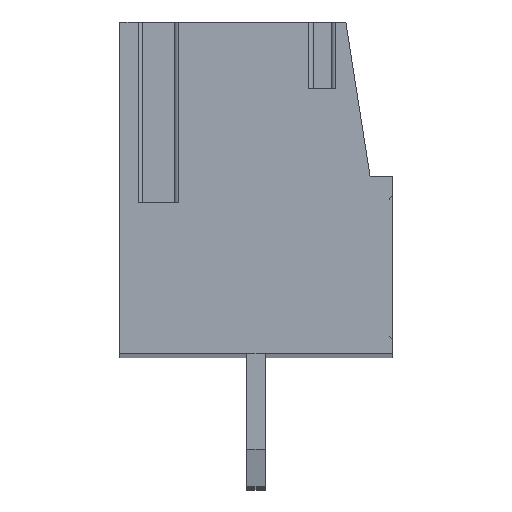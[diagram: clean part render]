
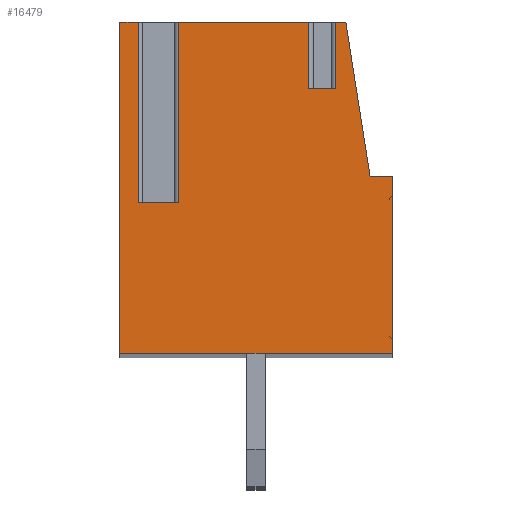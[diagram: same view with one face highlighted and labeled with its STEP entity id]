
A CAD part, top view. The second image highlights one B-rep face of the part: STEP entity #16479.
In plain terms, the highlighted planar face has unit normal (0, 0, 1).
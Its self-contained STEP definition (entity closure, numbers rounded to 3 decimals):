
#4727=DIRECTION('',(0.,1.,0.));
#4728=VECTOR('',#4727,1.8);
#4729=CARTESIAN_POINT('',(1.436,2.4,1.905));
#4730=LINE('',#4729,#4728);
#4731=DIRECTION('',(0.,1.,0.));
#4732=VECTOR('',#4731,1.8);
#4733=CARTESIAN_POINT('',(2.164,2.4,1.905));
#4734=LINE('',#4733,#4732);
#4735=DIRECTION('',(-1.,0.,0.));
#4736=VECTOR('',#4735,0.276);
#4737=CARTESIAN_POINT('',(2.44,4.2,1.905));
#4738=LINE('',#4737,#4736);
#4739=DIRECTION('',(-0.155,0.988,0.));
#4740=VECTOR('',#4739,4.252);
#4741=CARTESIAN_POINT('',(3.1,0.,1.905));
#4742=LINE('',#4741,#4740);
#4743=DIRECTION('',(-1.,0.,0.));
#4744=VECTOR('',#4743,0.6);
#4745=CARTESIAN_POINT('',(3.7,0.,1.905));
#4746=LINE('',#4745,#4744);
#4747=DIRECTION('',(0.,1.,0.));
#4748=VECTOR('',#4747,4.8);
#4749=CARTESIAN_POINT('',(3.7,-4.8,1.905));
#4750=LINE('',#4749,#4748);
#4751=DIRECTION('',(1.,0.,0.));
#4752=VECTOR('',#4751,7.4);
#4753=CARTESIAN_POINT('',(-3.7,-4.8,1.905));
#4754=LINE('',#4753,#4752);
#4755=DIRECTION('',(0.,-1.,0.));
#4756=VECTOR('',#4755,9.);
#4757=CARTESIAN_POINT('',(-3.7,4.2,1.905));
#4758=LINE('',#4757,#4756);
#4759=DIRECTION('',(-1.,0.,0.));
#4760=VECTOR('',#4759,0.504);
#4761=CARTESIAN_POINT('',(-3.196,4.2,1.905));
#4762=LINE('',#4761,#4760);
#4763=DIRECTION('',(0.,1.,0.));
#4764=VECTOR('',#4763,4.9);
#4765=CARTESIAN_POINT('',(-3.196,-0.7,1.905));
#4766=LINE('',#4765,#4764);
#4767=DIRECTION('',(-1.,0.,0.));
#4768=VECTOR('',#4767,1.093);
#4769=CARTESIAN_POINT('',(-2.104,-0.7,1.905));
#4770=LINE('',#4769,#4768);
#4771=DIRECTION('',(0.,1.,0.));
#4772=VECTOR('',#4771,4.9);
#4773=CARTESIAN_POINT('',(-2.104,-0.7,1.905));
#4774=LINE('',#4773,#4772);
#4775=DIRECTION('',(-1.,0.,0.));
#4776=VECTOR('',#4775,3.54);
#4777=CARTESIAN_POINT('',(1.436,4.2,1.905));
#4778=LINE('',#4777,#4776);
#4788=DIRECTION('',(1.,0.,0.));
#4789=VECTOR('',#4788,0.728);
#4790=CARTESIAN_POINT('',(1.436,2.4,1.905));
#4791=LINE('',#4790,#4789);
#7611=CARTESIAN_POINT('',(3.7,0.,1.905));
#7612=CARTESIAN_POINT('',(3.1,0.,1.905));
#7613=VERTEX_POINT('',#7611);
#7614=VERTEX_POINT('',#7612);
#7615=CARTESIAN_POINT('',(2.44,4.2,1.905));
#7616=VERTEX_POINT('',#7615);
#7617=CARTESIAN_POINT('',(-3.7,4.2,1.905));
#7618=CARTESIAN_POINT('',(-3.7,-4.8,1.905));
#7619=VERTEX_POINT('',#7617);
#7620=VERTEX_POINT('',#7618);
#7621=CARTESIAN_POINT('',(3.7,-4.8,1.905));
#7622=VERTEX_POINT('',#7621);
#7631=CARTESIAN_POINT('',(-2.104,-0.7,1.905));
#7632=CARTESIAN_POINT('',(-3.196,-0.7,1.905));
#7633=VERTEX_POINT('',#7631);
#7634=VERTEX_POINT('',#7632);
#7635=CARTESIAN_POINT('',(-3.196,4.2,1.905));
#7636=VERTEX_POINT('',#7635);
#7637=CARTESIAN_POINT('',(-2.104,4.2,1.905));
#7638=VERTEX_POINT('',#7637);
#7643=CARTESIAN_POINT('',(1.436,4.2,1.905));
#7644=VERTEX_POINT('',#7643);
#7646=CARTESIAN_POINT('',(2.164,4.2,1.905));
#7648=VERTEX_POINT('',#7646);
#7711=CARTESIAN_POINT('',(1.436,2.4,1.905));
#7712=VERTEX_POINT('',#7711);
#7714=CARTESIAN_POINT('',(2.164,2.4,1.905));
#7716=VERTEX_POINT('',#7714);
#16448=CARTESIAN_POINT('',(0.,0.,1.905));
#16449=DIRECTION('',(0.,0.,1.));
#16450=DIRECTION('',(1.,0.,0.));
#16451=AXIS2_PLACEMENT_3D('',#16448,#16449,#16450);
#16452=PLANE('',#16451);
#16454=ORIENTED_EDGE('',*,*,#16453,.F.);
#16456=ORIENTED_EDGE('',*,*,#16455,.T.);
#16458=ORIENTED_EDGE('',*,*,#16457,.T.);
#16459=ORIENTED_EDGE('',*,*,#9960,.F.);
#16461=ORIENTED_EDGE('',*,*,#16460,.F.);
#16463=ORIENTED_EDGE('',*,*,#16462,.F.);
#16465=ORIENTED_EDGE('',*,*,#16464,.F.);
#16467=ORIENTED_EDGE('',*,*,#16466,.F.);
#16468=ORIENTED_EDGE('',*,*,#15548,.F.);
#16469=ORIENTED_EDGE('',*,*,#9984,.F.);
#16471=ORIENTED_EDGE('',*,*,#16470,.F.);
#16473=ORIENTED_EDGE('',*,*,#16472,.F.);
#16475=ORIENTED_EDGE('',*,*,#16474,.T.);
#16476=ORIENTED_EDGE('',*,*,#9972,.F.);
#16477=EDGE_LOOP('',(#16454,#16456,#16458,#16459,#16461,#16463,#16465,#16467,
#16468,#16469,#16471,#16473,#16475,#16476));
#16478=FACE_OUTER_BOUND('',#16477,.F.);
#9960=EDGE_CURVE('',#7616,#7648,#4738,.T.);
#9972=EDGE_CURVE('',#7644,#7638,#4778,.T.);
#9984=EDGE_CURVE('',#7636,#7619,#4762,.T.);
#15548=EDGE_CURVE('',#7619,#7620,#4758,.T.);
#16453=EDGE_CURVE('',#7712,#7644,#4730,.T.);
#16455=EDGE_CURVE('',#7712,#7716,#4791,.T.);
#16457=EDGE_CURVE('',#7716,#7648,#4734,.T.);
#16460=EDGE_CURVE('',#7614,#7616,#4742,.T.);
#16462=EDGE_CURVE('',#7613,#7614,#4746,.T.);
#16464=EDGE_CURVE('',#7622,#7613,#4750,.T.);
#16466=EDGE_CURVE('',#7620,#7622,#4754,.T.);
#16470=EDGE_CURVE('',#7634,#7636,#4766,.T.);
#16472=EDGE_CURVE('',#7633,#7634,#4770,.T.);
#16474=EDGE_CURVE('',#7633,#7638,#4774,.T.);
#16479=ADVANCED_FACE('',(#16478),#16452,.T.);
